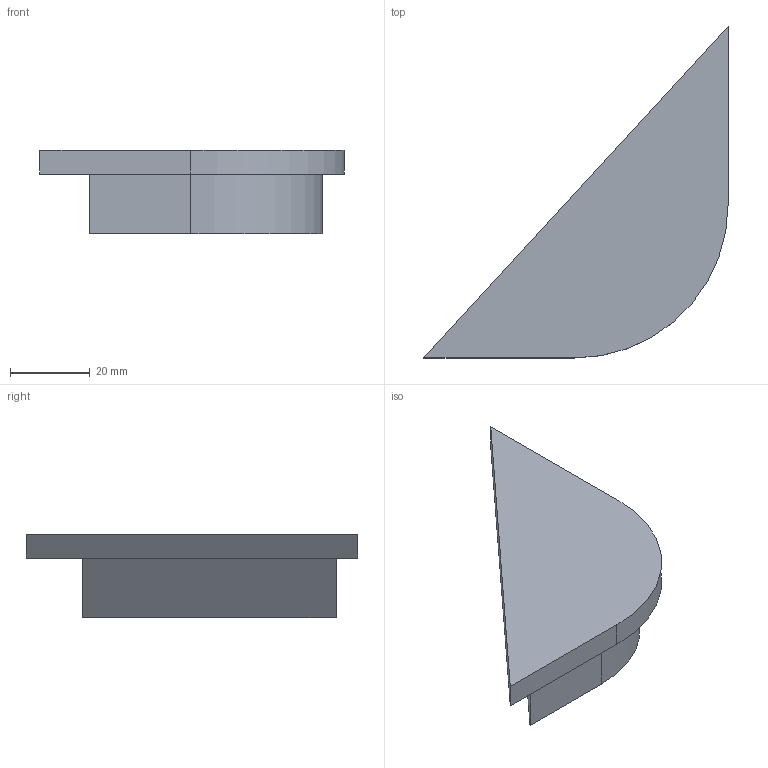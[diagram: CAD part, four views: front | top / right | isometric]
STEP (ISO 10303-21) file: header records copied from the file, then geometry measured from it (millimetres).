
FILE_DESCRIPTION(('STEP AP214'),'1');
FILE_NAME('bouchon triangle corigé.step','2019-08-13T14:30:52',(' '),(' '),'Spatial InterOp 3D',' ',' ');
FILE_SCHEMA(('automotive_design'));
Length unit declared in the file: metre
Products named in the file (1): @29
Bounding box: 76.4 x 83.36 x 21 mm (x, y, z)
Volume: 20363.9 mm3; surface area: 12708.9 mm2
Topology: 1 solids, 1 shells, 19 faces, 45 edges, 30 vertices
Faces by surface type: plane 13, cylinder 6
Entity records: 719 total; most frequent: DIRECTION 97, CARTESIAN_POINT 95, ORIENTED_EDGE 90, EDGE_CURVE 45, LINE 33, VECTOR 33, AXIS2_PLACEMENT_3D 32, VERTEX_POINT 30
